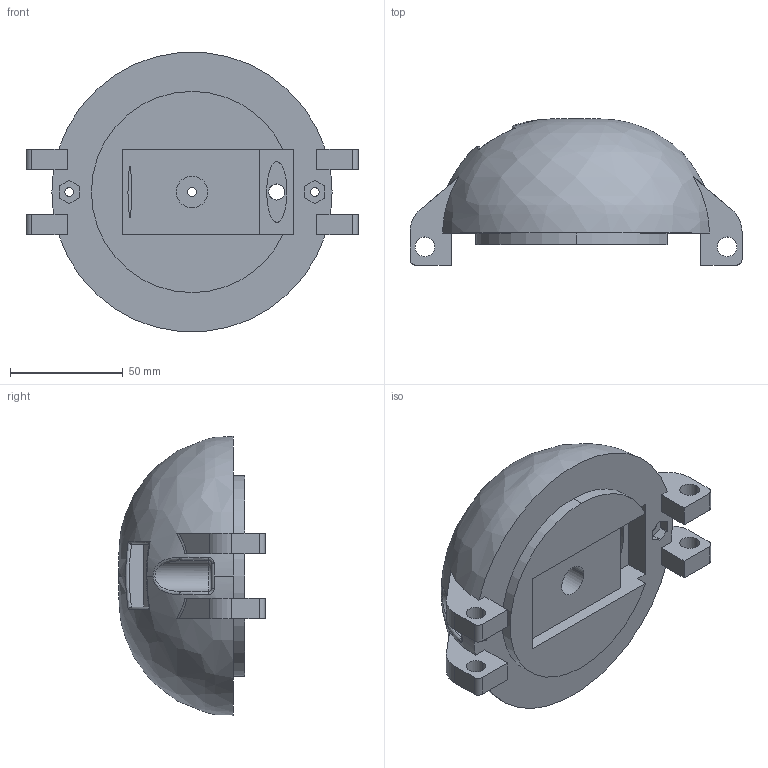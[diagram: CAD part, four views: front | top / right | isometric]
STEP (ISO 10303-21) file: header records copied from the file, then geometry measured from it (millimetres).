
FILE_DESCRIPTION (( 'STEP AP214' ), '1' );
FILE_NAME ('Final Payload_Top.STEP', '2020-09-23T17:53:34', ( '' ), ( '' ), 'SwSTEP 2.0', 'SolidWorks 2019', '' );
FILE_SCHEMA (( 'AUTOMOTIVE_DESIGN' ));
Length unit declared in the file: inch
Products named in the file (1): Final Payload_Top
Bounding box: 147.54 x 65.02 x 124.02 mm (x, y, z)
Volume: 441467.4 mm3; surface area: 50513.4 mm2
Topology: 1 solids, 1 shells, 141 faces, 388 edges, 253 vertices
Faces by surface type: plane 61, cylinder 49, bspline 26, torus 5
Entity records: 6470 total; most frequent: CARTESIAN_POINT 2981, ORIENTED_EDGE 776, DIRECTION 654, EDGE_CURVE 388, VERTEX_POINT 253, AXIS2_PLACEMENT_3D 238, LINE 178, VECTOR 178
